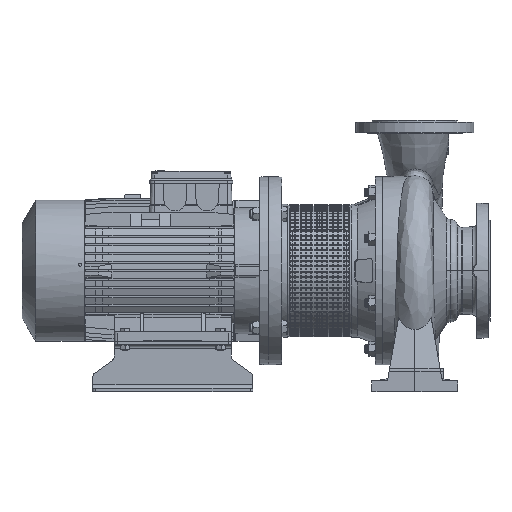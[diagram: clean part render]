
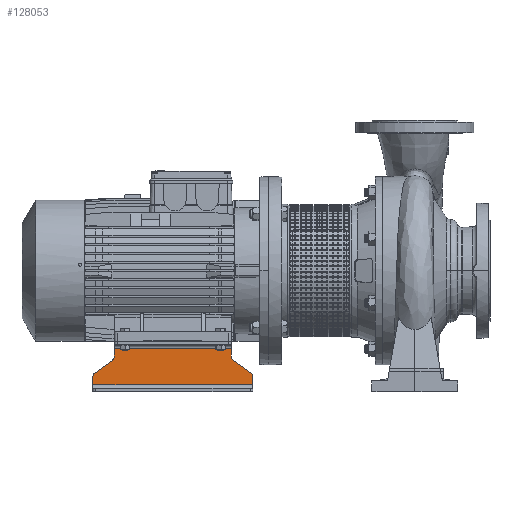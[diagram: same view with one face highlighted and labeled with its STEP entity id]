
A CAD part, front view. The second image highlights one B-rep face of the part: STEP entity #128053.
In plain terms, the highlighted face is planar.
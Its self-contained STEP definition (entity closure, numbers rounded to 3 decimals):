
#2800 = EDGE_CURVE ( 'NONE', #63904, #83574, #9557, .T. ) ;
#3924 = EDGE_CURVE ( 'NONE', #186058, #63904, #129036, .T. ) ;
#5380 = DIRECTION ( 'NONE',  ( 0., 0., -1. ) ) ;
#7765 = VECTOR ( 'NONE', #34897, 1000. ) ;
#9557 = CIRCLE ( 'NONE', #13157, 10. ) ;
#10837 = CARTESIAN_POINT ( 'NONE',  ( -149., 6., 80.5 ) ) ;
#11989 = DIRECTION ( 'NONE',  ( 0., -1., 0. ) ) ;
#13157 = AXIS2_PLACEMENT_3D ( 'NONE', #181160, #11989, #47106 ) ;
#16876 = VERTEX_POINT ( 'NONE', #182384 ) ;
#19704 = DIRECTION ( 'NONE',  ( 0., 0., -1. ) ) ;
#22535 = ORIENTED_EDGE ( 'NONE', *, *, #201246, .F. ) ;
#25153 = LINE ( 'NONE', #140558, #68969 ) ;
#29518 = VERTEX_POINT ( 'NONE', #62668 ) ;
#30204 = CARTESIAN_POINT ( 'NONE',  ( 149., 6., 12.5 ) ) ;
#34897 = DIRECTION ( 'NONE',  ( 0.81, 0., -0.587 ) ) ;
#42133 = CARTESIAN_POINT ( 'NONE',  ( 144.87, 6., 34.994 ) ) ;
#42651 = CARTESIAN_POINT ( 'NONE',  ( 109., 6., 66.102 ) ) ;
#44351 = EDGE_CURVE ( 'NONE', #29518, #16876, #25153, .T. ) ;
#44431 = CARTESIAN_POINT ( 'NONE',  ( -149., 6., 32. ) ) ;
#46297 = VECTOR ( 'NONE', #5380, 1000. ) ;
#46441 = VECTOR ( 'NONE', #94061, 1000. ) ;
#47106 = DIRECTION ( 'NONE',  ( 0., 0., -1. ) ) ;
#47125 = VERTEX_POINT ( 'NONE', #206825 ) ;
#52673 = DIRECTION ( 'NONE',  ( 0., 0., -1. ) ) ;
#53408 = VECTOR ( 'NONE', #52673, 1000. ) ;
#54412 = ORIENTED_EDGE ( 'NONE', *, *, #200074, .T. ) ;
#62668 = CARTESIAN_POINT ( 'NONE',  ( 109., 6., 80.5 ) ) ;
#63904 = VERTEX_POINT ( 'NONE', #126760 ) ;
#67147 = DIRECTION ( 'NONE',  ( 0., 0., -1. ) ) ;
#68969 = VECTOR ( 'NONE', #155942, 1000. ) ;
#71361 = DIRECTION ( 'NONE',  ( 0., -1., 0. ) ) ;
#74287 = ORIENTED_EDGE ( 'NONE', *, *, #44351, .F. ) ;
#78334 = VERTEX_POINT ( 'NONE', #131529 ) ;
#78427 = DIRECTION ( 'NONE',  ( 0., 0., 1. ) ) ;
#78952 = PLANE ( 'NONE',  #126598 ) ;
#82528 = CARTESIAN_POINT ( 'NONE',  ( 109., 6., 61. ) ) ;
#83574 = VERTEX_POINT ( 'NONE', #155444 ) ;
#84369 = LINE ( 'NONE', #149189, #7765 ) ;
#94061 = DIRECTION ( 'NONE',  ( 1., 0., 0. ) ) ;
#95418 = CIRCLE ( 'NONE', #144498, 10. ) ;
#98723 = CARTESIAN_POINT ( 'NONE',  ( -109., 6., 61. ) ) ;
#98726 = EDGE_CURVE ( 'NONE', #186058, #78334, #186749, .T. ) ;
#99310 = EDGE_CURVE ( 'NONE', #83574, #47125, #202091, .T. ) ;
#107801 = VERTEX_POINT ( 'NONE', #30204 ) ;
#112712 = LINE ( 'NONE', #144597, #46441 ) ;
#116437 = CARTESIAN_POINT ( 'NONE',  ( -149., 6., 102.3 ) ) ;
#124513 = VECTOR ( 'NONE', #67147, 1000. ) ;
#126598 = AXIS2_PLACEMENT_3D ( 'NONE', #10837, #211890, #163499 ) ;
#126760 = CARTESIAN_POINT ( 'NONE',  ( -144.87, 6., 34.994 ) ) ;
#127733 = VERTEX_POINT ( 'NONE', #159210 ) ;
#128053 = ADVANCED_FACE ( 'NONE', ( #177847 ), #78952, .F. ) ;
#128847 = DIRECTION ( 'NONE',  ( 0., 0., -1. ) ) ;
#129036 = LINE ( 'NONE', #44431, #209703 ) ;
#131529 = CARTESIAN_POINT ( 'NONE',  ( -109., 6., 66.102 ) ) ;
#134033 = AXIS2_PLACEMENT_3D ( 'NONE', #179412, #212345, #128847 ) ;
#134430 = ORIENTED_EDGE ( 'NONE', *, *, #2800, .F. ) ;
#134918 = DIRECTION ( 'NONE',  ( 0., 0., -1. ) ) ;
#137283 = CARTESIAN_POINT ( 'NONE',  ( 119., 6., 66.102 ) ) ;
#137286 = ORIENTED_EDGE ( 'NONE', *, *, #216454, .F. ) ;
#140558 = CARTESIAN_POINT ( 'NONE',  ( -149., 6., 80.5 ) ) ;
#143520 = ORIENTED_EDGE ( 'NONE', *, *, #169164, .T. ) ;
#144498 = AXIS2_PLACEMENT_3D ( 'NONE', #137283, #71361, #19704 ) ;
#144597 = CARTESIAN_POINT ( 'NONE',  ( -149., 6., 12.5 ) ) ;
#149189 = CARTESIAN_POINT ( 'NONE',  ( 149., 6., 32. ) ) ;
#150221 = ORIENTED_EDGE ( 'NONE', *, *, #3924, .F. ) ;
#150633 = LINE ( 'NONE', #82528, #124513 ) ;
#151457 = EDGE_CURVE ( 'NONE', #29518, #198141, #150633, .T. ) ;
#153794 = CARTESIAN_POINT ( 'NONE',  ( -113.13, 6., 58.006 ) ) ;
#155444 = CARTESIAN_POINT ( 'NONE',  ( -149., 6., 26.898 ) ) ;
#155942 = DIRECTION ( 'NONE',  ( -1., 0., 0. ) ) ;
#158392 = AXIS2_PLACEMENT_3D ( 'NONE', #180543, #177305, #78427 ) ;
#159210 = CARTESIAN_POINT ( 'NONE',  ( 149., 6., 26.898 ) ) ;
#163499 = DIRECTION ( 'NONE',  ( 0., 0., -1. ) ) ;
#166882 = ORIENTED_EDGE ( 'NONE', *, *, #180616, .F. ) ;
#168879 = EDGE_LOOP ( 'NONE', ( #143520, #137286, #179862, #22535, #195882, #134430, #150221, #210884, #166882, #74287, #178596, #54412 ) ) ;
#169164 = EDGE_CURVE ( 'NONE', #170068, #183807, #84369, .T. ) ;
#170068 = VERTEX_POINT ( 'NONE', #180867 ) ;
#172419 = LINE ( 'NONE', #189997, #46297 ) ;
#177305 = DIRECTION ( 'NONE',  ( 0., -1., 0. ) ) ;
#177847 = FACE_OUTER_BOUND ( 'NONE', #168879, .T. ) ;
#178596 = ORIENTED_EDGE ( 'NONE', *, *, #151457, .T. ) ;
#179412 = CARTESIAN_POINT ( 'NONE',  ( -119., 6., 66.102 ) ) ;
#179862 = ORIENTED_EDGE ( 'NONE', *, *, #200199, .T. ) ;
#180543 = CARTESIAN_POINT ( 'NONE',  ( 139., 6., 26.898 ) ) ;
#180616 = EDGE_CURVE ( 'NONE', #16876, #78334, #201924, .T. ) ;
#180867 = CARTESIAN_POINT ( 'NONE',  ( 113.13, 6., 58.006 ) ) ;
#181160 = CARTESIAN_POINT ( 'NONE',  ( -139., 6., 26.898 ) ) ;
#182384 = CARTESIAN_POINT ( 'NONE',  ( -109., 6., 80.5 ) ) ;
#183807 = VERTEX_POINT ( 'NONE', #42133 ) ;
#186058 = VERTEX_POINT ( 'NONE', #153794 ) ;
#186749 = CIRCLE ( 'NONE', #134033, 10. ) ;
#189997 = CARTESIAN_POINT ( 'NONE',  ( 149., 6., 102.3 ) ) ;
#193520 = CIRCLE ( 'NONE', #158392, 10. ) ;
#195882 = ORIENTED_EDGE ( 'NONE', *, *, #99310, .F. ) ;
#196064 = DIRECTION ( 'NONE',  ( -0.81, 0., -0.587 ) ) ;
#198141 = VERTEX_POINT ( 'NONE', #42651 ) ;
#200074 = EDGE_CURVE ( 'NONE', #198141, #170068, #95418, .T. ) ;
#200199 = EDGE_CURVE ( 'NONE', #127733, #107801, #172419, .T. ) ;
#201246 = EDGE_CURVE ( 'NONE', #47125, #107801, #112712, .T. ) ;
#201924 = LINE ( 'NONE', #98723, #205556 ) ;
#202091 = LINE ( 'NONE', #116437, #53408 ) ;
#205556 = VECTOR ( 'NONE', #134918, 1000. ) ;
#206825 = CARTESIAN_POINT ( 'NONE',  ( -149., 6., 12.5 ) ) ;
#209703 = VECTOR ( 'NONE', #196064, 1000. ) ;
#210884 = ORIENTED_EDGE ( 'NONE', *, *, #98726, .T. ) ;
#211890 = DIRECTION ( 'NONE',  ( 0., -1., 0. ) ) ;
#212345 = DIRECTION ( 'NONE',  ( 0., -1., 0. ) ) ;
#216454 = EDGE_CURVE ( 'NONE', #127733, #183807, #193520, .T. ) ;
